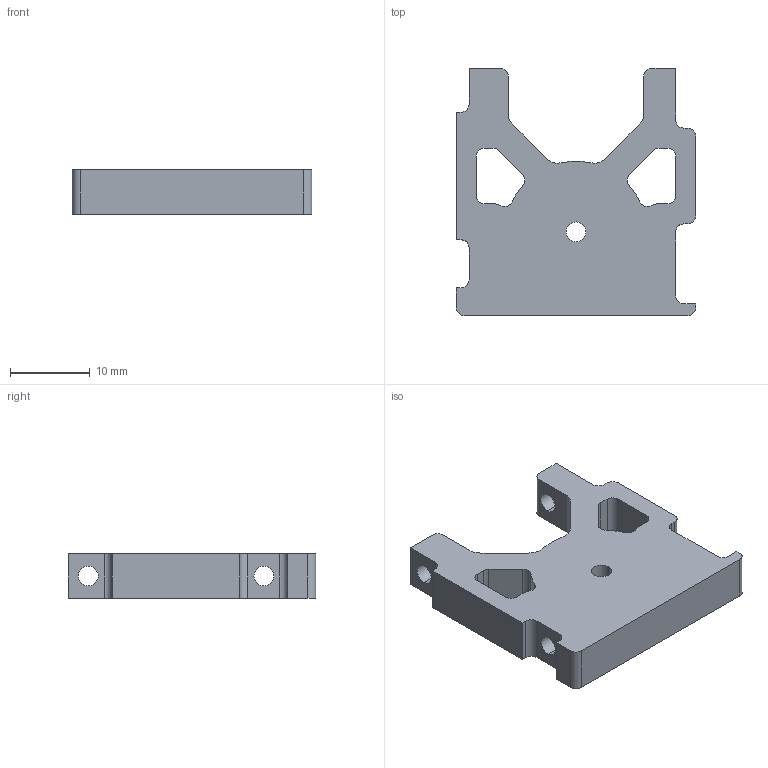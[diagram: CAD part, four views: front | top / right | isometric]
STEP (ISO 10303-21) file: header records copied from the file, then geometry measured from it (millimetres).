
FILE_DESCRIPTION (( 'STEP AP214' ), '1' );
FILE_NAME ('04_ThrustBearingHolder_Alu_NimbroOP_v0.1.STEP', '2012-10-07T10:27:49', ( 'schreiber' ), ( '' ), 'SwSTEP 2.0', 'SolidWorks 2012', '' );
FILE_SCHEMA (( 'AUTOMOTIVE_DESIGN' ));
Length unit declared in the file: millimetre
Products named in the file (1): 04_ThrustBearingHolder_Alu_NimbroOP_v0.1
Bounding box: 30 x 31 x 5.6 mm (x, y, z)
Volume: 3181.9 mm3; surface area: 2664.7 mm2
Topology: 1 solids, 1 shells, 83 faces, 234 edges, 156 vertices
Faces by surface type: cylinder 47, plane 36
Entity records: 2780 total; most frequent: DIRECTION 496, CARTESIAN_POINT 474, ORIENTED_EDGE 468, EDGE_CURVE 234, AXIS2_PLACEMENT_3D 178, VERTEX_POINT 156, LINE 140, VECTOR 140
